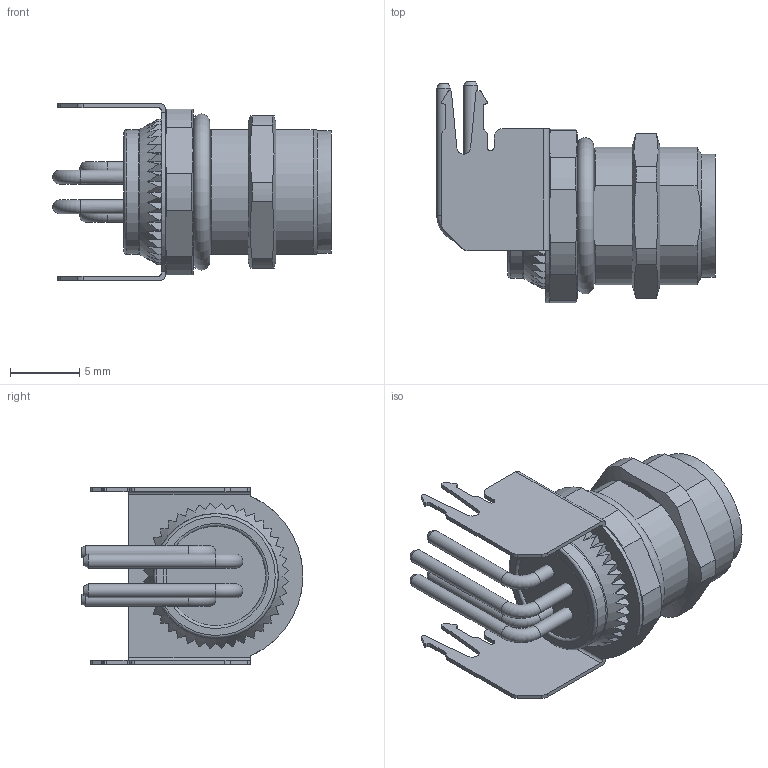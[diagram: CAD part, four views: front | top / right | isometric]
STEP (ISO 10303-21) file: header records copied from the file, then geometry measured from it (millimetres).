
FILE_DESCRIPTION(/* description */ (''),/* implementation_level */ '2;1');
FILE_NAME(/* name */ '09-3420-82-04_bg.stp',/* time_stamp */ '2010-03-12T11:21:13+01:00',/* author */ (''),/* organization */ (''),/* preprocessor_version */ 'ST-DEVELOPER v11',/* originating_system */ 'UGS - NX 5.0',/* authorisation */ '');
FILE_SCHEMA (('CONFIG_CONTROL_DESIGN'));
Length unit declared in the file: millimetre
Products named in the file (1): kborB66C5rcv
Bounding box: 20.15 x 16.05 x 12.8 mm (x, y, z)
Volume: 1227.8 mm3; surface area: 1928 mm2
Topology: 4 solids, 4 shells, 349 faces, 960 edges, 631 vertices
Faces by surface type: plane 171, cylinder 115, cone 51, torus 12
Full cylindrical faces by diameter (mm): 1 x8, 1.05 x4, 5.65 x1, 6.75 x1, 7.1 x1, 7.4 x1, 8.1 x2, 8.9 x2, 9 x1, 9.188 x1
Entity records: 10712 total; most frequent: CARTESIAN_POINT 2230, DIRECTION 1738, ORIENTED_EDGE 1716, EDGE_CURVE 858, AXIS2_PLACEMENT_3D 670, VERTEX_POINT 594, EDGE_LOOP 422, LINE 398
